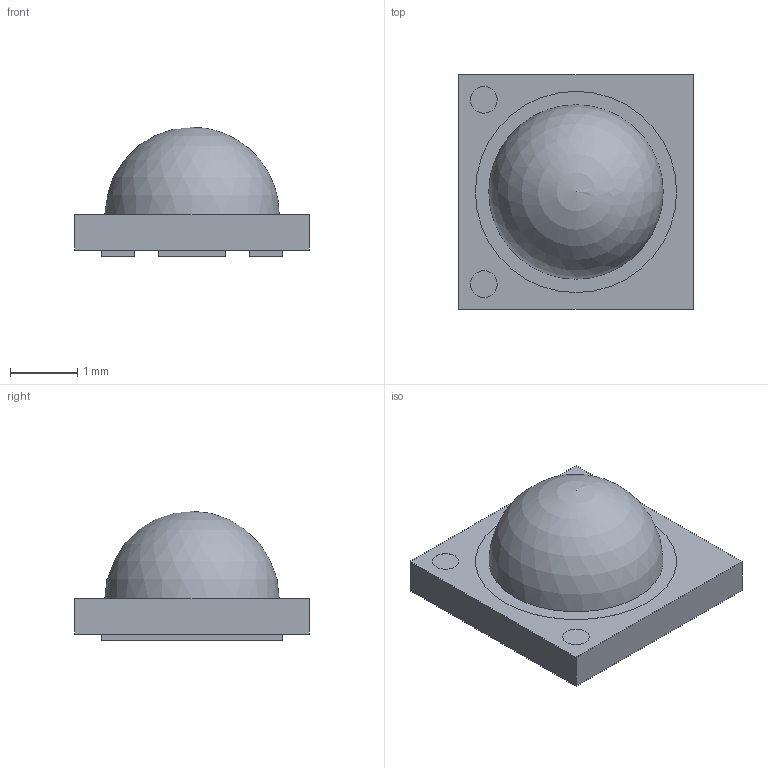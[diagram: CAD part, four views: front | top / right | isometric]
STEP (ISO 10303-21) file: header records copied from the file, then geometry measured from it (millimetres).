
FILE_DESCRIPTION(/* description */ ('Unknown'),/* implementation_level */ '2;1');
FILE_NAME(/* name */ 'D_Wurth_WL-SMDC_Horticulture-3535_150353FS74500A',/* time_stamp */ '2025-09-02T10:07:08+08:00',/* author */ ('Unknown'),/* organization */ ('Unknown'),/* preprocessor_version */ 'ST-DEVELOPER v19.4',/* originating_system */ 'Solid Edge',/* authorisation */ 'Unknown');
FILE_SCHEMA (('AUTOMOTIVE_DESIGN {1 0 10303 214 3 1 1}'));
Length unit declared in the file: millimetre
Products named in the file (2): D_Wurth_WL-SMDC_Horticulture-3535_150353FS74500A
Assembly tree (1 placements, depth 2):
  D_Wurth_WL-SMDC_Horticulture-3535_150353FS74500A
    D_Wurth_WL-SMDC_Horticulture-3535_150353FS74500A
Bounding box: 3.5 x 3.5 x 1.93 mm (x, y, z)
Volume: 11.6 mm3; surface area: 39.2 mm2
Topology: 1 solids, 1 shells, 28 faces, 61 edges, 41 vertices
Faces by surface type: plane 24, cylinder 3, sphere 1
Full cylindrical faces by diameter (mm): 0.4 x2, 3 x1
Entity records: 964 total; most frequent: CARTESIAN_POINT 124, DIRECTION 122, ORIENTED_EDGE 110, EDGE_CURVE 55, LINE 48, VECTOR 48, VERTEX_POINT 39, EDGE_LOOP 38
